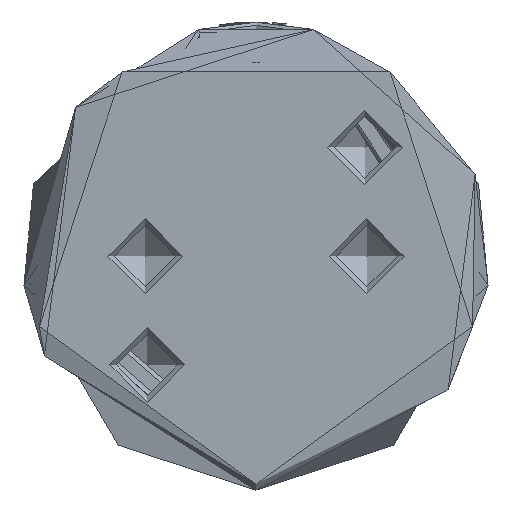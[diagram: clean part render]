
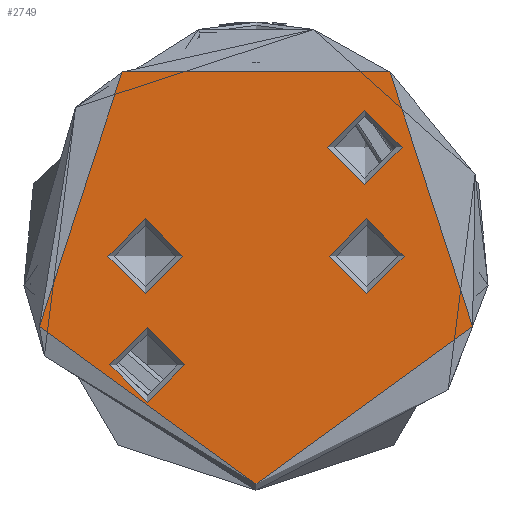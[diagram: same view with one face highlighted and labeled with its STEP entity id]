
A CAD part, front view. The second image highlights one B-rep face of the part: STEP entity #2749.
In plain terms, the highlighted face is planar.
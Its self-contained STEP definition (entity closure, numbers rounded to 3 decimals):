
#55 = AXIS2_PLACEMENT_3D ( 'NONE', #1993, #4916, #2406 ) ;
#225 = AXIS2_PLACEMENT_3D ( 'NONE', #3725, #1217, #4156 ) ;
#324 = DIRECTION ( 'NONE',  ( 1., 0., 0. ) ) ;
#372 = VERTEX_POINT ( 'NONE', #2156 ) ;
#452 = CIRCLE ( 'NONE', #225, 18.5 ) ;
#648 = VERTEX_POINT ( 'NONE', #885 ) ;
#773 = VERTEX_POINT ( 'NONE', #2983 ) ;
#787 = PLANE ( 'NONE',  #4643 ) ;
#885 = CARTESIAN_POINT ( 'NONE',  ( 3.025, 9., 0. ) ) ;
#1047 = VERTEX_POINT ( 'NONE', #4217 ) ;
#1184 = EDGE_CURVE ( 'NONE', #1361, #1361, #1516, .T. ) ;
#1211 = DIRECTION ( 'NONE',  ( -1., 0., 0. ) ) ;
#1217 = DIRECTION ( 'NONE',  ( 0., 0., 1. ) ) ;
#1224 = FACE_BOUND ( 'NONE', #2285, .T. ) ;
#1313 = DIRECTION ( 'NONE',  ( 0., 0., 1. ) ) ;
#1361 = VERTEX_POINT ( 'NONE', #2536 ) ;
#1516 = CIRCLE ( 'NONE', #2196, 3.025 ) ;
#1541 = ORIENTED_EDGE ( 'NONE', *, *, #4003, .F. ) ;
#1819 = CIRCLE ( 'NONE', #55, 3.025 ) ;
#1845 = FACE_BOUND ( 'NONE', #5346, .T. ) ;
#1993 = CARTESIAN_POINT ( 'NONE',  ( 0., -9., 0. ) ) ;
#2091 = AXIS2_PLACEMENT_3D ( 'NONE', #3826, #1313, #4253 ) ;
#2156 = CARTESIAN_POINT ( 'NONE',  ( 3.025, -9., 0. ) ) ;
#2196 = AXIS2_PLACEMENT_3D ( 'NONE', #5335, #2847, #324 ) ;
#2227 = EDGE_CURVE ( 'NONE', #1047, #1047, #2563, .T. ) ;
#2232 = DIRECTION ( 'NONE',  ( 0., 0., 1. ) ) ;
#2285 = EDGE_LOOP ( 'NONE', ( #3953 ) ) ;
#2406 = DIRECTION ( 'NONE',  ( 1., 0., 0. ) ) ;
#2536 = CARTESIAN_POINT ( 'NONE',  ( 11.864, -8.839, 0. ) ) ;
#2563 = CIRCLE ( 'NONE', #4010, 3.025 ) ;
#2695 = EDGE_LOOP ( 'NONE', ( #1541 ) ) ;
#2749 = ADVANCED_FACE ( 'NONE', ( #1845, #1224, #4185, #3928, #3925 ), #787, .F. ) ;
#2847 = DIRECTION ( 'NONE',  ( 0., 0., 1. ) ) ;
#2857 = ORIENTED_EDGE ( 'NONE', *, *, #1184, .F. ) ;
#2952 = EDGE_LOOP ( 'NONE', ( #4977 ) ) ;
#2983 = CARTESIAN_POINT ( 'NONE',  ( -18.5, 0., 0. ) ) ;
#3017 = CIRCLE ( 'NONE', #2091, 3.025 ) ;
#3023 = EDGE_CURVE ( 'NONE', #773, #773, #452, .T. ) ;
#3275 = EDGE_CURVE ( 'NONE', #648, #648, #3017, .T. ) ;
#3318 = CARTESIAN_POINT ( 'NONE',  ( 0., 19., 0. ) ) ;
#3721 = DIRECTION ( 'NONE',  ( 0., 0., -1. ) ) ;
#3725 = CARTESIAN_POINT ( 'NONE',  ( 0., 0., 0. ) ) ;
#3826 = CARTESIAN_POINT ( 'NONE',  ( 0., 9., 0. ) ) ;
#3925 = FACE_OUTER_BOUND ( 'NONE', #2952, .T. ) ;
#3928 = FACE_BOUND ( 'NONE', #4117, .T. ) ;
#3953 = ORIENTED_EDGE ( 'NONE', *, *, #3275, .F. ) ;
#3978 = ORIENTED_EDGE ( 'NONE', *, *, #2227, .F. ) ;
#4003 = EDGE_CURVE ( 'NONE', #372, #372, #1819, .T. ) ;
#4010 = AXIS2_PLACEMENT_3D ( 'NONE', #4730, #2232, #5149 ) ;
#4117 = EDGE_LOOP ( 'NONE', ( #2857 ) ) ;
#4156 = DIRECTION ( 'NONE',  ( -1., 0., 0. ) ) ;
#4185 = FACE_BOUND ( 'NONE', #2695, .T. ) ;
#4217 = CARTESIAN_POINT ( 'NONE',  ( -5.814, 8.839, 0. ) ) ;
#4253 = DIRECTION ( 'NONE',  ( 1., 0., 0. ) ) ;
#4643 = AXIS2_PLACEMENT_3D ( 'NONE', #3318, #3721, #1211 ) ;
#4730 = CARTESIAN_POINT ( 'NONE',  ( -8.839, 8.839, 0. ) ) ;
#4916 = DIRECTION ( 'NONE',  ( 0., 0., 1. ) ) ;
#4977 = ORIENTED_EDGE ( 'NONE', *, *, #3023, .T. ) ;
#5149 = DIRECTION ( 'NONE',  ( 1., 0., 0. ) ) ;
#5335 = CARTESIAN_POINT ( 'NONE',  ( 8.839, -8.839, 0. ) ) ;
#5346 = EDGE_LOOP ( 'NONE', ( #3978 ) ) ;
